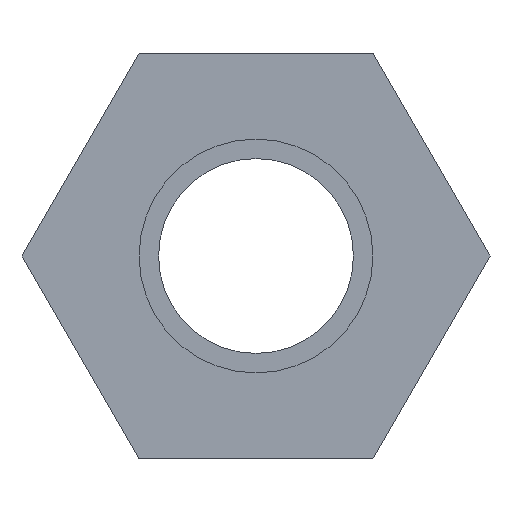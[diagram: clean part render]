
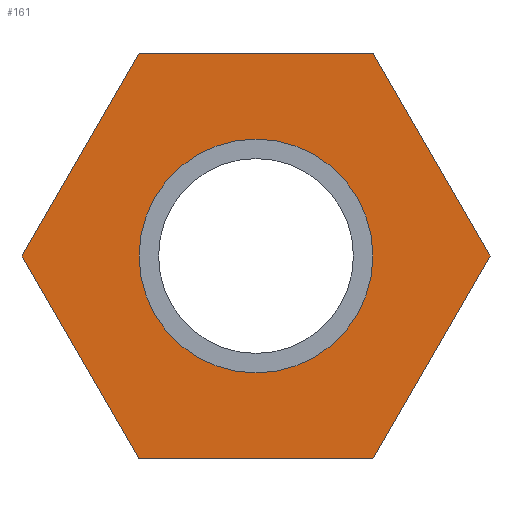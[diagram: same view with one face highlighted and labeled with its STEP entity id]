
A CAD part, front view. The second image highlights one B-rep face of the part: STEP entity #161.
In plain terms, the highlighted planar face has unit normal (0, -1, 0).
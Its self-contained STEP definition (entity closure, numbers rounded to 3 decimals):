
#4 = ORIENTED_EDGE ( 'NONE', *, *, #408, .F. ) ;
#9 = EDGE_LOOP ( 'NONE', ( #359, #310 ) ) ;
#15 = EDGE_CURVE ( 'NONE', #437, #241, #246, .T. ) ;
#18 = CARTESIAN_POINT ( 'NONE',  ( -1.501, 0., 2.6 ) ) ;
#20 = CARTESIAN_POINT ( 'NONE',  ( 0., 0., -1.5 ) ) ;
#30 = DIRECTION ( 'NONE',  ( 0., 0., 1. ) ) ;
#40 = DIRECTION ( 'NONE',  ( -1., 0., 0. ) ) ;
#43 = EDGE_CURVE ( 'NONE', #398, #289, #97, .T. ) ;
#44 = DIRECTION ( 'NONE',  ( 0., 0., 1. ) ) ;
#46 = DIRECTION ( 'NONE',  ( -0.5, 0., 0.866 ) ) ;
#48 = LINE ( 'NONE', #195, #190 ) ;
#52 = ORIENTED_EDGE ( 'NONE', *, *, #405, .F. ) ;
#56 = VERTEX_POINT ( 'NONE', #238 ) ;
#70 = CARTESIAN_POINT ( 'NONE',  ( 0., 0., 0. ) ) ;
#72 = CARTESIAN_POINT ( 'NONE',  ( -3.002, 0., 0. ) ) ;
#82 = ORIENTED_EDGE ( 'NONE', *, *, #237, .F. ) ;
#97 = LINE ( 'NONE', #100, #385 ) ;
#100 = CARTESIAN_POINT ( 'NONE',  ( 1.501, 0., 2.6 ) ) ;
#116 = LINE ( 'NONE', #18, #428 ) ;
#126 = CARTESIAN_POINT ( 'NONE',  ( 0., 0., 0. ) ) ;
#128 = CIRCLE ( 'NONE', #384, 1.5 ) ;
#140 = CARTESIAN_POINT ( 'NONE',  ( 1.501, 0., -2.6 ) ) ;
#159 = ORIENTED_EDGE ( 'NONE', *, *, #451, .F. ) ;
#161 = ADVANCED_FACE ( 'NONE', ( #164, #443 ), #307, .F. ) ;
#164 = FACE_BOUND ( 'NONE', #9, .T. ) ;
#176 = CARTESIAN_POINT ( 'NONE',  ( -3.002, 0., 0. ) ) ;
#190 = VECTOR ( 'NONE', #401, 1000. ) ;
#191 = CARTESIAN_POINT ( 'NONE',  ( -1.501, 0., 2.6 ) ) ;
#194 = VERTEX_POINT ( 'NONE', #421 ) ;
#195 = CARTESIAN_POINT ( 'NONE',  ( 3.002, 0., 0. ) ) ;
#197 = VERTEX_POINT ( 'NONE', #176 ) ;
#213 = DIRECTION ( 'NONE',  ( 0., -1., 0. ) ) ;
#216 = EDGE_CURVE ( 'NONE', #241, #437, #128, .T. ) ;
#217 = CARTESIAN_POINT ( 'NONE',  ( -1.501, 0., -2.6 ) ) ;
#224 = LINE ( 'NONE', #217, #247 ) ;
#237 = EDGE_CURVE ( 'NONE', #56, #194, #358, .T. ) ;
#238 = CARTESIAN_POINT ( 'NONE',  ( 1.501, 0., -2.6 ) ) ;
#241 = VERTEX_POINT ( 'NONE', #284 ) ;
#246 = CIRCLE ( 'NONE', #279, 1.5 ) ;
#247 = VECTOR ( 'NONE', #46, 1000. ) ;
#251 = EDGE_LOOP ( 'NONE', ( #394, #159, #364, #4, #82, #52 ) ) ;
#252 = LINE ( 'NONE', #72, #353 ) ;
#255 = CARTESIAN_POINT ( 'NONE',  ( 1.501, 0., 2.6 ) ) ;
#266 = DIRECTION ( 'NONE',  ( 0., 1., 0. ) ) ;
#271 = CARTESIAN_POINT ( 'NONE',  ( 0., 0., 0. ) ) ;
#279 = AXIS2_PLACEMENT_3D ( 'NONE', #271, #375, #413 ) ;
#284 = CARTESIAN_POINT ( 'NONE',  ( 0., 0., 1.5 ) ) ;
#286 = VECTOR ( 'NONE', #40, 1000. ) ;
#287 = EDGE_CURVE ( 'NONE', #197, #396, #252, .T. ) ;
#289 = VERTEX_POINT ( 'NONE', #387 ) ;
#307 = PLANE ( 'NONE',  #325 ) ;
#309 = DIRECTION ( 'NONE',  ( 0.5, 0., -0.866 ) ) ;
#310 = ORIENTED_EDGE ( 'NONE', *, *, #15, .F. ) ;
#314 = DIRECTION ( 'NONE',  ( 0.5, 0., 0.866 ) ) ;
#325 = AXIS2_PLACEMENT_3D ( 'NONE', #126, #266, #30 ) ;
#353 = VECTOR ( 'NONE', #314, 1000. ) ;
#358 = LINE ( 'NONE', #140, #286 ) ;
#359 = ORIENTED_EDGE ( 'NONE', *, *, #216, .F. ) ;
#364 = ORIENTED_EDGE ( 'NONE', *, *, #287, .F. ) ;
#375 = DIRECTION ( 'NONE',  ( 0., -1., 0. ) ) ;
#384 = AXIS2_PLACEMENT_3D ( 'NONE', #70, #213, #44 ) ;
#385 = VECTOR ( 'NONE', #309, 1000. ) ;
#387 = CARTESIAN_POINT ( 'NONE',  ( 3.002, 0., 0. ) ) ;
#394 = ORIENTED_EDGE ( 'NONE', *, *, #43, .F. ) ;
#395 = DIRECTION ( 'NONE',  ( 1., 0., 0. ) ) ;
#396 = VERTEX_POINT ( 'NONE', #191 ) ;
#398 = VERTEX_POINT ( 'NONE', #255 ) ;
#401 = DIRECTION ( 'NONE',  ( -0.5, 0., -0.866 ) ) ;
#405 = EDGE_CURVE ( 'NONE', #289, #56, #48, .T. ) ;
#408 = EDGE_CURVE ( 'NONE', #194, #197, #224, .T. ) ;
#413 = DIRECTION ( 'NONE',  ( 0., 0., 1. ) ) ;
#421 = CARTESIAN_POINT ( 'NONE',  ( -1.501, 0., -2.6 ) ) ;
#428 = VECTOR ( 'NONE', #395, 1000. ) ;
#437 = VERTEX_POINT ( 'NONE', #20 ) ;
#443 = FACE_OUTER_BOUND ( 'NONE', #251, .T. ) ;
#451 = EDGE_CURVE ( 'NONE', #396, #398, #116, .T. ) ;
